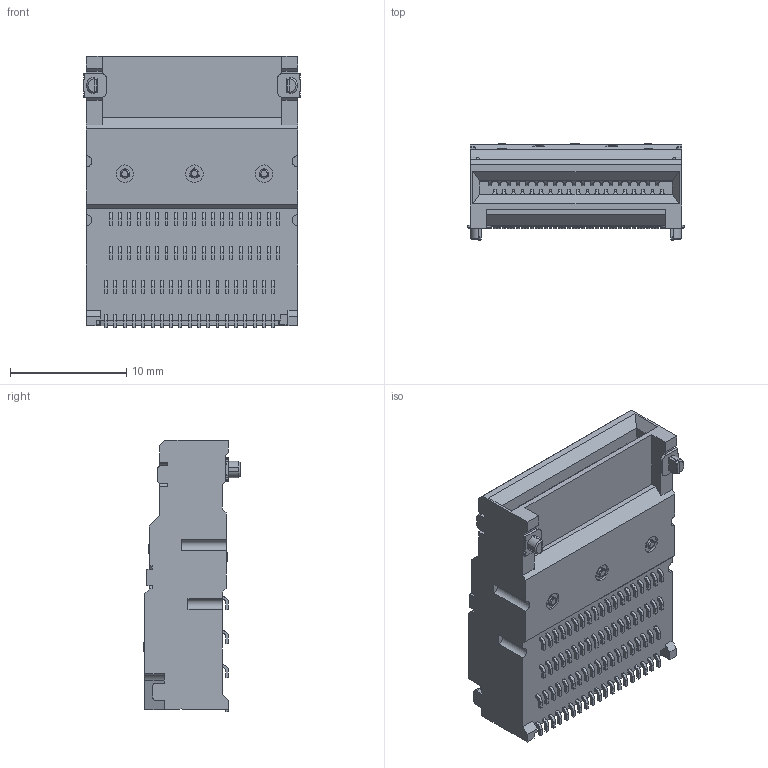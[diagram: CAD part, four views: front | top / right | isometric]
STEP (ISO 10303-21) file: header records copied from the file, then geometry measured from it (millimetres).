
FILE_DESCRIPTION((''),'2;1');
FILE_NAME('C-2318579-2','2019-10-17T09:28:50',('workeradm'),('TE Connectivity Ltd.'),'CREO PARAMETRIC BY PTC INC, 2019030','CREO PARAMETRIC BY PTC INC, 2019030','');
FILE_SCHEMA(('AUTOMOTIVE_DESIGN { 1 0 10303 214 1 1 1 1 }'));
Products named in the file (1): C-2318579-2
Bounding box: 18.66 x 8.33 x 23.36 mm (x, y, z)
Volume: 2232.7 mm3; surface area: 2049.9 mm2
Topology: 1 solids, 1 shells, 2178 faces, 5807 edges, 3804 vertices
Faces by surface type: plane 1173, cylinder 843, bspline 90, cone 28, torus 26, sphere 18
Entity records: 73543 total; most frequent: CARTESIAN_POINT 18919, ORIENTED_EDGE 11614, DIRECTION 10935, EDGE_CURVE 5807, VERTEX_POINT 3804, VECTOR 3783, LINE 3783, AXIS2_PLACEMENT_3D 3576
